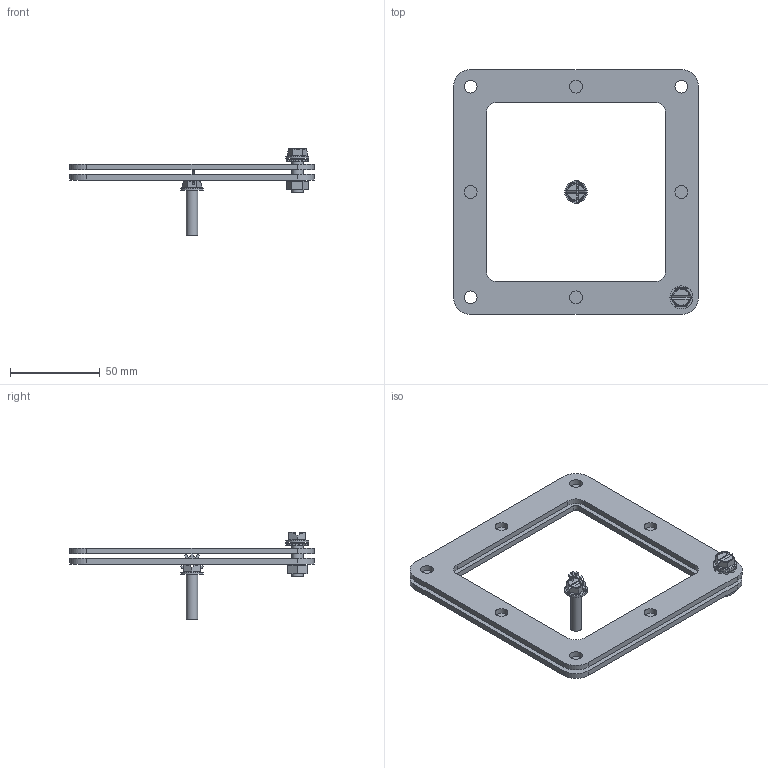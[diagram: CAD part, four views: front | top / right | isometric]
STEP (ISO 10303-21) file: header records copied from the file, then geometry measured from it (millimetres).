
FILE_DESCRIPTION (( 'STEP AP203' ), '1' );
FILE_NAME ('1487CKSS.step', '2020-11-17T21:12:08', ( 'ADC123' ), ( 'Microsoft' ), 'SwSTEP 2.0', 'SolidWorks 2019', '' );
FILE_SCHEMA (( 'CONFIG_CONTROL_DESIGN' ));
Length unit declared in the file: inch
Products named in the file (1): 1487CKSS
Bounding box: 136.53 x 136.53 x 48.67 mm (x, y, z)
Volume: 55707.4 mm3; surface area: 42724.7 mm2
Topology: 7 solids, 7 shells, 213 faces, 569 edges, 374 vertices
Faces by surface type: plane 126, cylinder 71, bspline 16
Full cylindrical faces by diameter (mm): 4.976 x1, 6.35 x2, 6.553 x2, 7.137 x12, 12.7 x2
Entity records: 6965 total; most frequent: CARTESIAN_POINT 1670, ORIENTED_EDGE 1100, DIRECTION 1004, EDGE_CURVE 550, VERTEX_POINT 374, VECTOR 372, LINE 372, AXIS2_PLACEMENT_3D 316
